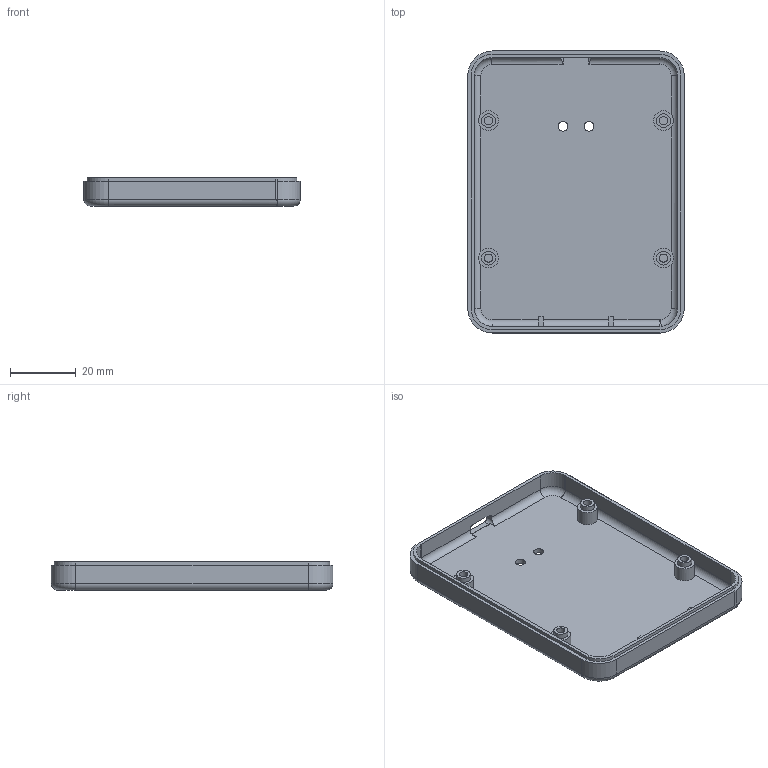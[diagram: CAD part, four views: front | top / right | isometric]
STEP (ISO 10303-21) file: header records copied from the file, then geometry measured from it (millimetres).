
FILE_DESCRIPTION(/* description */ (''),/* implementation_level */ '2;1');
FILE_NAME(/* name */ 'MacroBoardBase.step',/* time_stamp */ '2022-09-10T13:15:06-05:00',/* author */ (''),/* organization */ (''),/* preprocessor_version */ 'ST-DEVELOPER v19',/* originating_system */ 'Autodesk Translation Framework v11.7.0.108',/* authorisation */ '');
FILE_SCHEMA (('AUTOMOTIVE_DESIGN { 1 0 10303 214 3 1 1 }'));
Length unit declared in the file: millimetre
Products named in the file (1): Base
Bounding box: 65.96 x 85.95 x 8.56 mm (x, y, z)
Volume: 12564.9 mm3; surface area: 15890.9 mm2
Topology: 1 solids, 1 shells, 729 faces, 1999 edges, 1325 vertices
Faces by surface type: bspline 398, plane 280, cylinder 43, torus 8
Full cylindrical faces by diameter (mm): 2.5 x4, 3 x2, 4.25 x4, 6 x4
Entity records: 26617 total; most frequent: CARTESIAN_POINT 10842, ORIENTED_EDGE 3992, EDGE_CURVE 1996, DIRECTION 1954, VERTEX_POINT 1325, LINE 1088, VECTOR 1088, EDGE_LOOP 791
